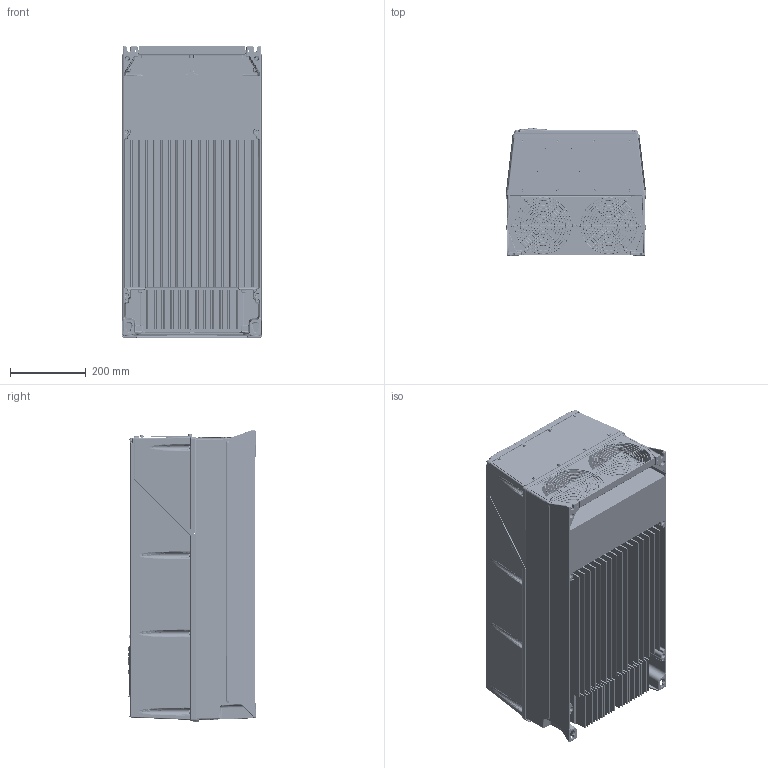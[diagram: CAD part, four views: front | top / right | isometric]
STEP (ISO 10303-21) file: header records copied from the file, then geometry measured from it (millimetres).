
FILE_DESCRIPTION((''),'2;1');
FILE_NAME('DANFOSS-FC100-C2-008','2019-09-16T',('U322080'),(''),'CREO PARAMETRIC BY PTC INC, 2018070','CREO PARAMETRIC BY PTC INC, 2018070','');
FILE_SCHEMA(('CONFIG_CONTROL_DESIGN'));
Products named in the file (1): DANFOSS-FC100-C2-008
Bounding box: 371.37 x 335 x 767.48 mm (x, y, z)
Volume: 67722077.4 mm3; surface area: 4073043.2 mm2
Topology: 1 solids, 43 shells, 6834 faces, 17735 edges, 10891 vertices
Faces by surface type: cylinder 2550, plane 1660, bspline 1471, torus 553, cone 488, sphere 88, extrusion 24
Entity records: 389880 total; most frequent: CARTESIAN_POINT 196199, ORIENTED_EDGE 35094, DIRECTION 27809, EDGE_CURVE 17547, VERTEX_POINT 10891, AXIS2_PLACEMENT_3D 10426, EDGE_LOOP 7232, VECTOR 6957
